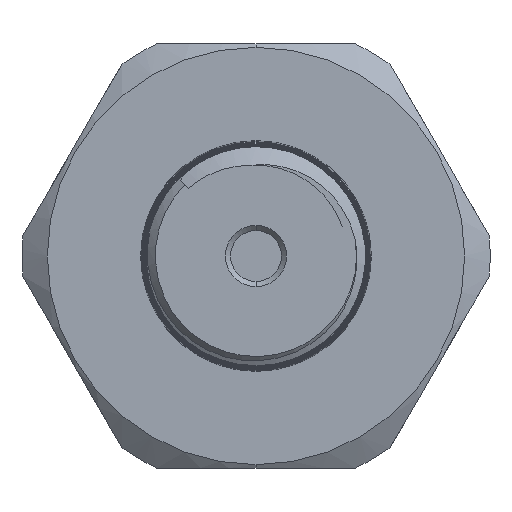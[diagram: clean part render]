
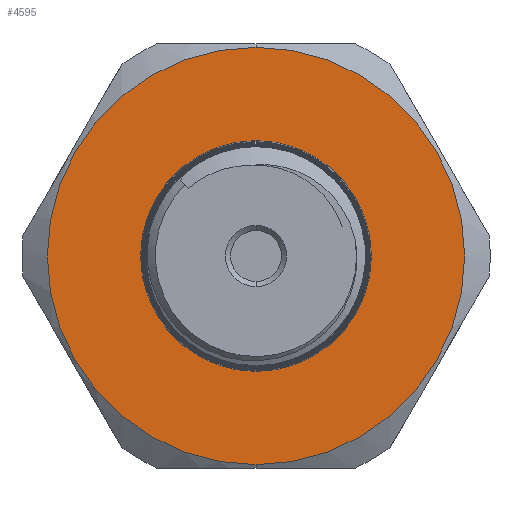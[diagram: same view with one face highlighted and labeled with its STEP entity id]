
A CAD part, front view. The second image highlights one B-rep face of the part: STEP entity #4595.
In plain terms, the highlighted planar face has unit normal (0, -1, 0).
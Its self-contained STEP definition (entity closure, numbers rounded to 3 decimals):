
#99 = VERTEX_POINT ( 'NONE', #154 ) ;
#154 = CARTESIAN_POINT ( 'NONE',  ( 0., -35.643, 6.8 ) ) ;
#317 = AXIS2_PLACEMENT_3D ( 'NONE', #5538, #2485, #4960 ) ;
#442 = CARTESIAN_POINT ( 'NONE',  ( 0., -35.643, -12.3 ) ) ;
#661 = CARTESIAN_POINT ( 'NONE',  ( 0., -35.643, -6.8 ) ) ;
#884 = DIRECTION ( 'NONE',  ( 0., 0., -1. ) ) ;
#1259 = VERTEX_POINT ( 'NONE', #661 ) ;
#1284 = CIRCLE ( 'NONE', #7316, 6.8 ) ;
#1381 = FACE_OUTER_BOUND ( 'NONE', #5856, .T. ) ;
#1408 = ORIENTED_EDGE ( 'NONE', *, *, #3470, .T. ) ;
#1500 = VERTEX_POINT ( 'NONE', #4587 ) ;
#1632 = EDGE_CURVE ( 'NONE', #5467, #1500, #4919, .T. ) ;
#1780 = CARTESIAN_POINT ( 'NONE',  ( 0., -35.643, 0. ) ) ;
#2093 = EDGE_CURVE ( 'NONE', #99, #1259, #4155, .T. ) ;
#2135 = DIRECTION ( 'NONE',  ( 0., 1., 0. ) ) ;
#2255 = EDGE_LOOP ( 'NONE', ( #3902, #3499 ) ) ;
#2377 = AXIS2_PLACEMENT_3D ( 'NONE', #7779, #4171, #5930 ) ;
#2442 = PLANE ( 'NONE',  #317 ) ;
#2455 = DIRECTION ( 'NONE',  ( 0., 0., -1. ) ) ;
#2485 = DIRECTION ( 'NONE',  ( 0., -1., 0. ) ) ;
#3470 = EDGE_CURVE ( 'NONE', #1500, #5467, #5112, .T. ) ;
#3499 = ORIENTED_EDGE ( 'NONE', *, *, #5878, .T. ) ;
#3902 = ORIENTED_EDGE ( 'NONE', *, *, #2093, .T. ) ;
#3994 = AXIS2_PLACEMENT_3D ( 'NONE', #1780, #6104, #2455 ) ;
#4155 = CIRCLE ( 'NONE', #2377, 6.8 ) ;
#4171 = DIRECTION ( 'NONE',  ( 0., 1., 0. ) ) ;
#4502 = AXIS2_PLACEMENT_3D ( 'NONE', #7546, #5247, #884 ) ;
#4587 = CARTESIAN_POINT ( 'NONE',  ( 0., -35.643, 12.3 ) ) ;
#4595 = ADVANCED_FACE ( 'NONE', ( #1381, #6239 ), #2442, .T. ) ;
#4919 = CIRCLE ( 'NONE', #4502, 12.3 ) ;
#4960 = DIRECTION ( 'NONE',  ( 0., 0., -1. ) ) ;
#5112 = CIRCLE ( 'NONE', #3994, 12.3 ) ;
#5247 = DIRECTION ( 'NONE',  ( 0., -1., 0. ) ) ;
#5467 = VERTEX_POINT ( 'NONE', #442 ) ;
#5538 = CARTESIAN_POINT ( 'NONE',  ( -13.8, -35.643, 0. ) ) ;
#5856 = EDGE_LOOP ( 'NONE', ( #1408, #7435 ) ) ;
#5878 = EDGE_CURVE ( 'NONE', #1259, #99, #1284, .T. ) ;
#5930 = DIRECTION ( 'NONE',  ( 0., 0., 1. ) ) ;
#6104 = DIRECTION ( 'NONE',  ( 0., -1., 0. ) ) ;
#6239 = FACE_BOUND ( 'NONE', #2255, .T. ) ;
#6383 = DIRECTION ( 'NONE',  ( 0., 0., 1. ) ) ;
#7316 = AXIS2_PLACEMENT_3D ( 'NONE', #7662, #2135, #6383 ) ;
#7435 = ORIENTED_EDGE ( 'NONE', *, *, #1632, .T. ) ;
#7546 = CARTESIAN_POINT ( 'NONE',  ( 0., -35.643, 0. ) ) ;
#7662 = CARTESIAN_POINT ( 'NONE',  ( 0., -35.643, 0. ) ) ;
#7779 = CARTESIAN_POINT ( 'NONE',  ( 0., -35.643, 0. ) ) ;
